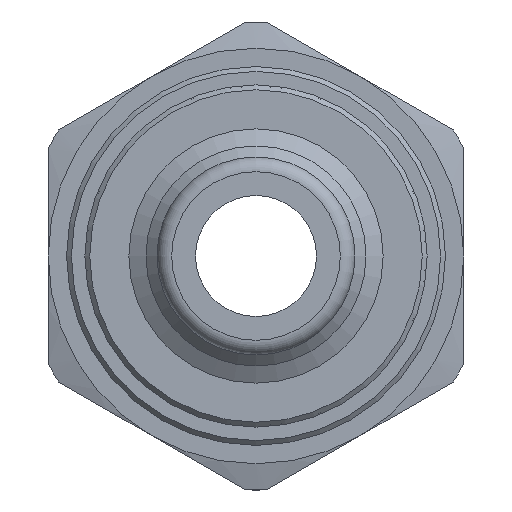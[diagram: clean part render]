
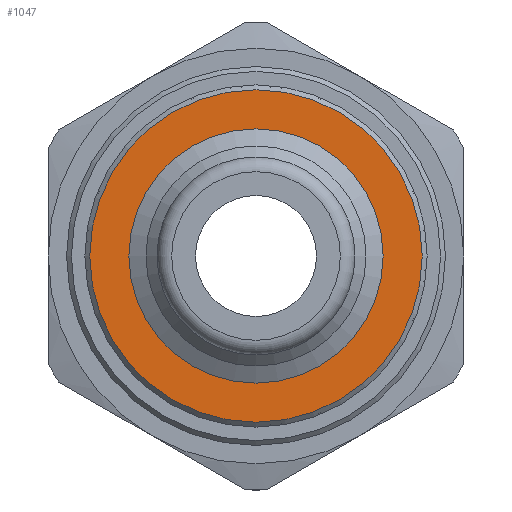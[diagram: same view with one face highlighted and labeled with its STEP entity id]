
A CAD part, left-side view. The second image highlights one B-rep face of the part: STEP entity #1047.
In plain terms, the highlighted planar face has unit normal (-1, 0, 0).
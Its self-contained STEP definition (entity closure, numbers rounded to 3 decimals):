
#1005=CARTESIAN_POINT('',(23.5,6.8,0.));
#1006=VERTEX_POINT('',#1005);
#1007=CARTESIAN_POINT('',(23.5,0.0,0.0));
#1008=DIRECTION('',(1.0,0.0,0.0));
#1009=DIRECTION('',(0.0,-1.0,0.0));
#1010=AXIS2_PLACEMENT_3D('',#1007,#1008,#1009);
#1011=CIRCLE('',#1010,6.8);
#1012=EDGE_CURVE('',#1006,#1006,#1011,.T.);
#1028=CARTESIAN_POINT('',(23.5,6.1,0.0));
#1029=DIRECTION('',(-1.0,0.0,0.0));
#1030=DIRECTION('',(0.0,0.0,1.0));
#1031=AXIS2_PLACEMENT_3D('',#1028,#1029,#1030);
#1032=PLANE('',#1031);
#1033=ORIENTED_EDGE('',*,*,#1012,.F.);
#1034=EDGE_LOOP('',(#1033));
#1035=FACE_OUTER_BOUND('',#1034,.T.);
#1036=CARTESIAN_POINT('',(23.5,5.2,0.0));
#1037=VERTEX_POINT('',#1036);
#1038=CARTESIAN_POINT('',(23.5,0.0,0.0));
#1039=DIRECTION('',(1.0,0.0,0.0));
#1040=DIRECTION('',(0.0,1.0,0.0));
#1041=AXIS2_PLACEMENT_3D('',#1038,#1039,#1040);
#1042=CIRCLE('',#1041,5.2);
#1043=EDGE_CURVE('',#1037,#1037,#1042,.T.);
#1044=ORIENTED_EDGE('',*,*,#1043,.T.);
#1045=EDGE_LOOP('',(#1044));
#1046=FACE_BOUND('',#1045,.T.);
#1047=ADVANCED_FACE('',(#1035,#1046),#1032,.T.);
